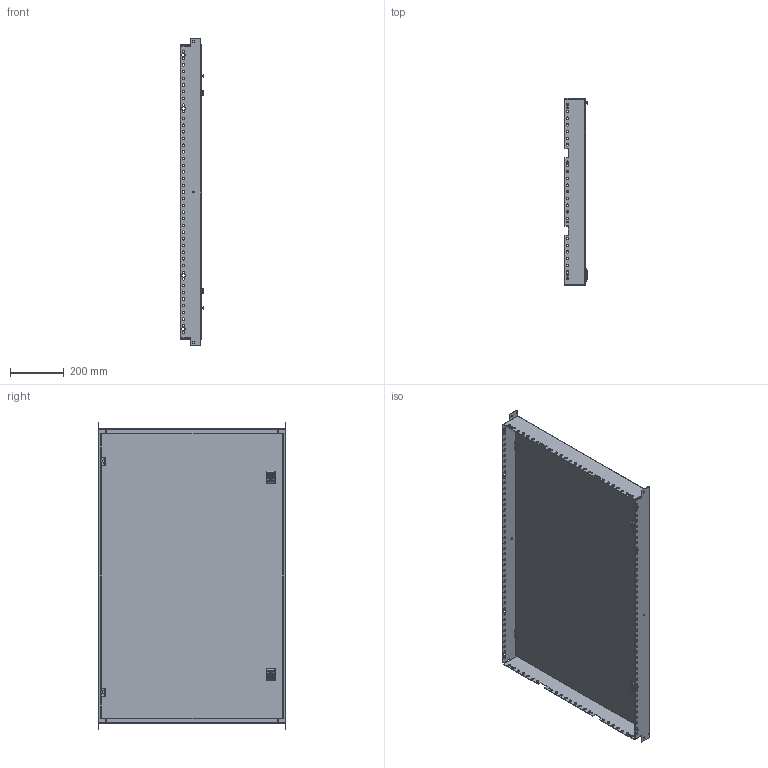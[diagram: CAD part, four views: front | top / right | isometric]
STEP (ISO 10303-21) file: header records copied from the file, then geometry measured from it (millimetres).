
FILE_DESCRIPTION (( 'STEP AP203' ), '1' );
FILE_NAME ('R5PIE1280.step', '2011-12-15T06:46:56', ( 'User' ), ( 'DKC' ), 'SwSTEP 2.0', 'SolidWorks 2011', '' );
FILE_SCHEMA (( 'CONFIG_CONTROL_DESIGN' ));
Length unit declared in the file: millimetre
Products named in the file (16): R5PIE1280; Capscrew with recessed hexahedron M6 x 10_ISO 4762 M6 x 10 --- 10S; Ïåòëÿ âíóòðåííåé äâåðè; axis_Default; ïåòëÿ öåíòð; ïåòëÿ; MOLLA AC00C344_AC00C344; Handle internal door; AC00C348; Hex Flange Bolt M6x10_ISO 4162 - M6 x 12 x 12-S; Linguetta per porte interne AC00C537_Default; Inserto a doppio pettine AC00C443_AC00C343; BASETTA ESTERNA PER BOX AC00C503_AC00C503; Traversa orizzontale telaio porta interna_800; Montante porta interna_1200; Sviluppo porta interna quadro_1200x800
Assembly tree (21 placements, depth 3):
  R5PIE1280
    Montante porta interna_1200  x2
    MOLLA AC00C344_AC00C344  x2
    Handle internal door  x2
      Inserto a doppio pettine AC00C443_AC00C343
      Hex Flange Bolt M6x10_ISO 4162 - M6 x 12 x 12-S
      BASETTA ESTERNA PER BOX AC00C503_AC00C503
      Linguetta per porte interne AC00C537_Default
      AC00C348
    Ïåòëÿ âíóòðåííåé äâåðè  x2
      ïåòëÿ öåíòð
      ïåòëÿ
      axis_Default
    Capscrew with recessed hexahedron M6 x 10_ISO 4762 M6 x 10 --- 10S  x2
    Traversa orizzontale telaio porta interna_800  x2
    Sviluppo porta interna quadro_1200x800
Bounding box: 83.1 x 700.5 x 1150 mm (x, y, z)
Volume: 2345436 mm3; surface area: 2370570.8 mm2
Topology: 25 solids, 25 shells, 2108 faces, 5600 edges, 3600 vertices
Faces by surface type: cylinder 854, plane 776, bspline 204, cone 186, torus 76, sphere 12
Entity records: 40114 total; most frequent: CARTESIAN_POINT 8653, ORIENTED_EDGE 6216, DIRECTION 6090, EDGE_CURVE 3108, AXIS2_PLACEMENT_3D 2227, VERTEX_POINT 1996, LINE 1636, VECTOR 1636
